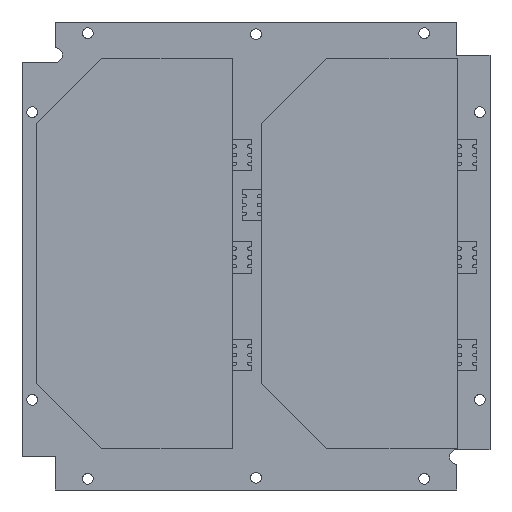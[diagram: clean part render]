
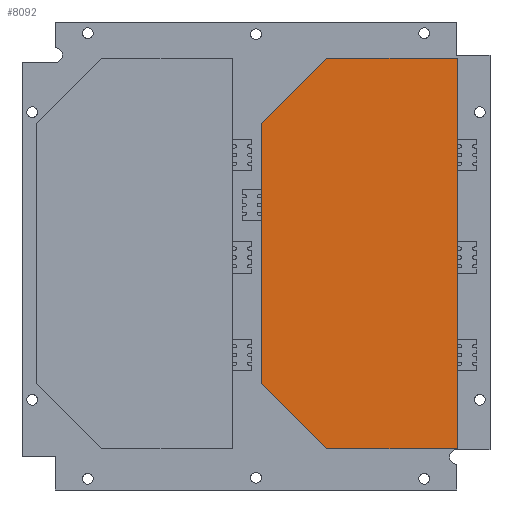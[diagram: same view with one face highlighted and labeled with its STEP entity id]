
A CAD part, front view. The second image highlights one B-rep face of the part: STEP entity #8092.
In plain terms, the highlighted face is planar.
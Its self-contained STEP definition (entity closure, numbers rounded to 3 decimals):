
#497=FACE_OUTER_BOUND('',#955,.T.);
#955=EDGE_LOOP('',(#6151,#6152,#6153,#6154,#6155,#6156));
#1683=LINE('',#12162,#2721);
#1687=LINE('',#12169,#2725);
#1690=LINE('',#12175,#2728);
#1693=LINE('',#12181,#2731);
#1696=LINE('',#12187,#2734);
#1698=LINE('',#12190,#2736);
#2721=VECTOR('',#9880,18.88);
#2725=VECTOR('',#9886,26.8);
#2728=VECTOR('',#9891,80.15);
#2731=VECTOR('',#9896,26.8);
#2734=VECTOR('',#9901,18.88);
#2736=VECTOR('',#9905,53.45);
#3595=VERTEX_POINT('',#12159);
#3596=VERTEX_POINT('',#12161);
#3598=VERTEX_POINT('',#12167);
#3600=VERTEX_POINT('',#12173);
#3602=VERTEX_POINT('',#12179);
#3604=VERTEX_POINT('',#12185);
#4515=EDGE_CURVE('',#3596,#3595,#1683,.T.);
#4519=EDGE_CURVE('',#3595,#3598,#1687,.T.);
#4522=EDGE_CURVE('',#3598,#3600,#1690,.T.);
#4525=EDGE_CURVE('',#3600,#3602,#1693,.T.);
#4528=EDGE_CURVE('',#3602,#3604,#1696,.T.);
#4530=EDGE_CURVE('',#3604,#3596,#1698,.T.);
#6151=ORIENTED_EDGE('',*,*,#4515,.T.);
#6152=ORIENTED_EDGE('',*,*,#4519,.T.);
#6153=ORIENTED_EDGE('',*,*,#4522,.T.);
#6154=ORIENTED_EDGE('',*,*,#4525,.T.);
#6155=ORIENTED_EDGE('',*,*,#4528,.T.);
#6156=ORIENTED_EDGE('',*,*,#4530,.T.);
#7679=PLANE('',#8656);
#8092=ADVANCED_FACE('',(#497),#7679,.F.);
#8656=AXIS2_PLACEMENT_3D('',#12191,#9906,#9907);
#9880=DIRECTION('',(-0.707,0.,0.707));
#9886=DIRECTION('',(0.,0.,1.));
#9891=DIRECTION('',(1.,0.,0.));
#9896=DIRECTION('',(0.,0.,-1.));
#9901=DIRECTION('',(-0.707,0.,-0.707));
#9905=DIRECTION('',(-1.,0.,0.));
#9906=DIRECTION('center_axis',(0.,-1.,0.));
#9907=DIRECTION('ref_axis',(0.,0.,-1.));
#12159=CARTESIAN_POINT('',(-53.042,1.,-16.967));
#12161=CARTESIAN_POINT('',(-39.692,1.,-30.317));
#12162=CARTESIAN_POINT('',(-39.692,1.,-30.317));
#12167=CARTESIAN_POINT('',(-53.042,1.,9.833));
#12169=CARTESIAN_POINT('',(-53.042,1.,-16.967));
#12173=CARTESIAN_POINT('',(27.108,1.,9.833));
#12175=CARTESIAN_POINT('',(-53.042,1.,9.833));
#12179=CARTESIAN_POINT('',(27.108,1.,-16.967));
#12181=CARTESIAN_POINT('',(27.108,1.,9.833));
#12185=CARTESIAN_POINT('',(13.758,1.,-30.317));
#12187=CARTESIAN_POINT('',(27.108,1.,-16.967));
#12190=CARTESIAN_POINT('',(13.758,1.,-30.317));
#12191=CARTESIAN_POINT('Origin',(0.,1.,0.));
